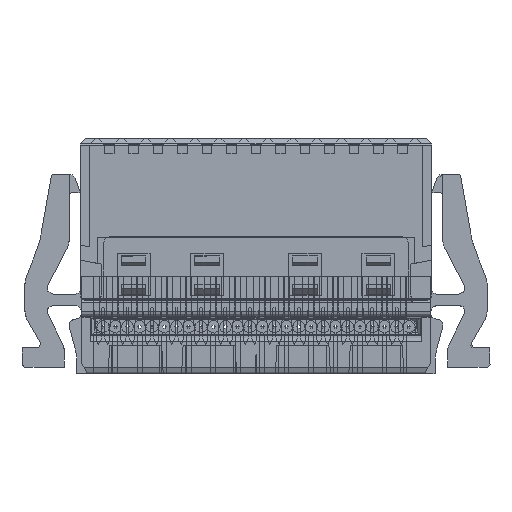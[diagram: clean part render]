
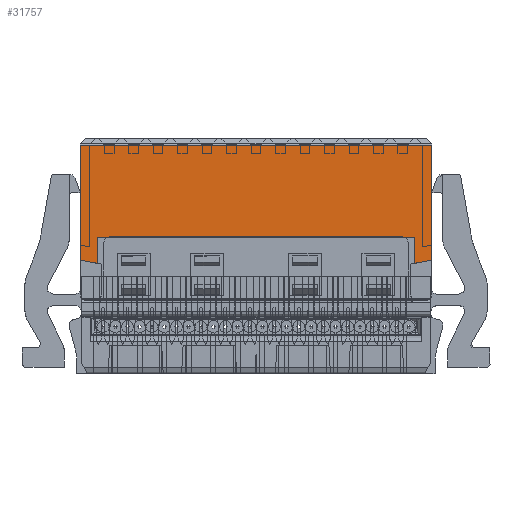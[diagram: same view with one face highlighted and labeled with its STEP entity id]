
A CAD part, front view. The second image highlights one B-rep face of the part: STEP entity #31757.
In plain terms, the highlighted planar face has unit normal (0, -1, 0).
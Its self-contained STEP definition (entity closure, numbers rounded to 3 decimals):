
#31707=AXIS2_PLACEMENT_3D('Plane Axis2P3D',#31704,#31705,#31706) ;
#22231=CARTESIAN_POINT('Vertex',(3.098,-411.925,9.429)) ;
#22234=CARTESIAN_POINT('Line Origine',(3.098,-411.925,6.439)) ;
#22238=CARTESIAN_POINT('Vertex',(3.098,-411.925,3.45)) ;
#22532=CARTESIAN_POINT('Vertex',(-15.163,-411.925,3.45)) ;
#22535=CARTESIAN_POINT('Line Origine',(-15.163,-411.925,6.439)) ;
#22539=CARTESIAN_POINT('Vertex',(-15.162,-411.925,9.429)) ;
#31704=CARTESIAN_POINT('Axis2P3D Location',(-15.407,-411.925,9.97)) ;
#31709=CARTESIAN_POINT('Line Origine',(-6.032,-411.925,9.429)) ;
#31714=CARTESIAN_POINT('Line Origine',(-14.722,-411.925,3.372)) ;
#31718=CARTESIAN_POINT('Vertex',(-14.283,-411.925,3.295)) ;
#31721=CARTESIAN_POINT('Line Origine',(-14.283,-411.925,3.972)) ;
#31725=CARTESIAN_POINT('Vertex',(-14.282,-411.925,4.65)) ;
#31728=CARTESIAN_POINT('Line Origine',(-6.033,-411.925,4.65)) ;
#31732=CARTESIAN_POINT('Vertex',(2.218,-411.925,4.65)) ;
#31735=CARTESIAN_POINT('Line Origine',(2.217,-411.925,3.972)) ;
#31739=CARTESIAN_POINT('Vertex',(2.218,-411.925,3.295)) ;
#31742=CARTESIAN_POINT('Line Origine',(2.658,-411.925,3.372)) ;
#22235=DIRECTION('Vector Direction',(0.,0.,1.)) ;
#22536=DIRECTION('Vector Direction',(0.,0.,-1.)) ;
#31705=DIRECTION('Axis2P3D Direction',(0.,-1.,0.)) ;
#31706=DIRECTION('Axis2P3D XDirection',(0.,0.,1.)) ;
#31710=DIRECTION('Vector Direction',(-1.,0.,0.)) ;
#31715=DIRECTION('Vector Direction',(0.985,0.,-0.174)) ;
#31722=DIRECTION('Vector Direction',(0.,0.,1.)) ;
#31729=DIRECTION('Vector Direction',(1.,0.,0.)) ;
#31736=DIRECTION('Vector Direction',(0.,0.,-1.)) ;
#31743=DIRECTION('Vector Direction',(0.985,0.,0.174)) ;
#22236=VECTOR('Line Direction',#22235,1.) ;
#22537=VECTOR('Line Direction',#22536,1.) ;
#31711=VECTOR('Line Direction',#31710,1.) ;
#31716=VECTOR('Line Direction',#31715,1.) ;
#31723=VECTOR('Line Direction',#31722,1.) ;
#31730=VECTOR('Line Direction',#31729,1.) ;
#31737=VECTOR('Line Direction',#31736,1.) ;
#31744=VECTOR('Line Direction',#31743,1.) ;
#31748=ORIENTED_EDGE('',*,*,#31713,.T.) ;
#31749=ORIENTED_EDGE('',*,*,#22541,.T.) ;
#31750=ORIENTED_EDGE('',*,*,#31720,.T.) ;
#31751=ORIENTED_EDGE('',*,*,#31727,.T.) ;
#31752=ORIENTED_EDGE('',*,*,#31734,.T.) ;
#31753=ORIENTED_EDGE('',*,*,#31741,.T.) ;
#31754=ORIENTED_EDGE('',*,*,#31746,.T.) ;
#31755=ORIENTED_EDGE('',*,*,#22240,.T.) ;
#31757=ADVANCED_FACE('1001\\MANIFOLD_SOLID_BREP #3828',(#31756),#31708,.T.) ;
#22240=EDGE_CURVE('',#22239,#22232,#22237,.T.) ;
#22541=EDGE_CURVE('',#22540,#22533,#22538,.T.) ;
#31713=EDGE_CURVE('',#22232,#22540,#31712,.T.) ;
#31720=EDGE_CURVE('',#22533,#31719,#31717,.T.) ;
#31727=EDGE_CURVE('',#31719,#31726,#31724,.T.) ;
#31734=EDGE_CURVE('',#31726,#31733,#31731,.T.) ;
#31741=EDGE_CURVE('',#31733,#31740,#31738,.T.) ;
#31746=EDGE_CURVE('',#31740,#22239,#31745,.T.) ;
#31747=EDGE_LOOP('',(#31748,#31749,#31750,#31751,#31752,#31753,#31754,#31755)) ;
#31756=FACE_OUTER_BOUND('',#31747,.T.) ;
#22237=LINE('Line',#22234,#22236) ;
#22538=LINE('Line',#22535,#22537) ;
#31712=LINE('Line',#31709,#31711) ;
#31717=LINE('Line',#31714,#31716) ;
#31724=LINE('Line',#31721,#31723) ;
#31731=LINE('Line',#31728,#31730) ;
#31738=LINE('Line',#31735,#31737) ;
#31745=LINE('Line',#31742,#31744) ;
#31708=PLANE('',#31707) ;
#22232=VERTEX_POINT('',#22231) ;
#22239=VERTEX_POINT('',#22238) ;
#22533=VERTEX_POINT('',#22532) ;
#22540=VERTEX_POINT('',#22539) ;
#31719=VERTEX_POINT('',#31718) ;
#31726=VERTEX_POINT('',#31725) ;
#31733=VERTEX_POINT('',#31732) ;
#31740=VERTEX_POINT('',#31739) ;
